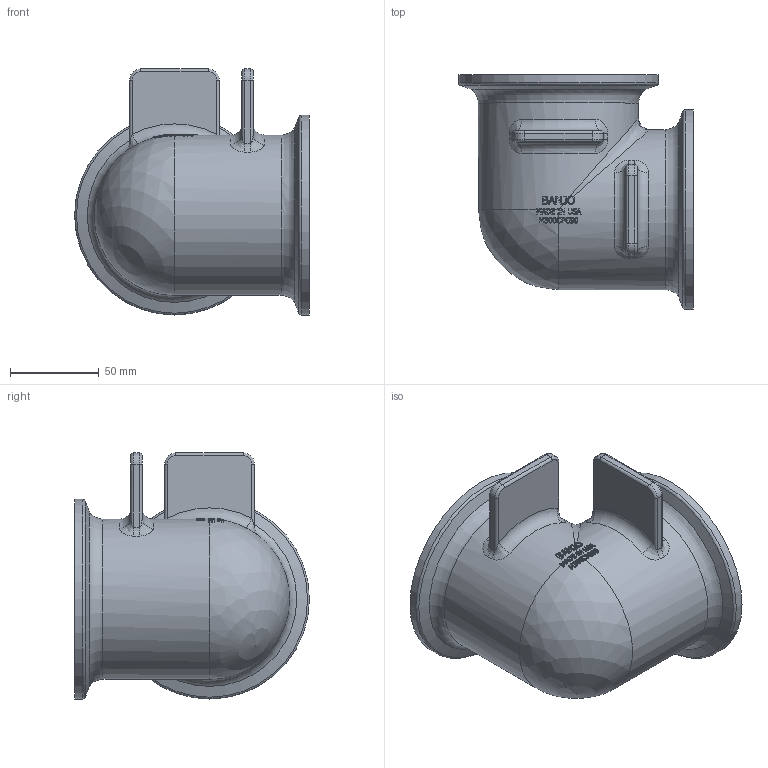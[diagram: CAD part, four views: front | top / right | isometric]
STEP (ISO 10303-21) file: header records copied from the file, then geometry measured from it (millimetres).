
FILE_DESCRIPTION((''),'2;1');
FILE_NAME('M300CPG90.stp','2012-09-21T07:34:02',('areid'),(''),'Autodesk Inventor 2012','Autodesk Inventor 2012','');
FILE_SCHEMA(('AUTOMOTIVE_DESIGN { 1 0 10303 214 1 1 1 1 }'));
Length unit declared in the file: inch
Products named in the file (1): M300CPG90
Bounding box: 132.59 x 132.59 x 138.94 mm (x, y, z)
Volume: 345796.7 mm3; surface area: 101250.6 mm2
Topology: 1 solids, 1 shells, 472 faces, 1308 edges, 858 vertices
Faces by surface type: bspline 186, plane 179, cylinder 69, sphere 20, torus 16, cone 2
Full cylindrical faces by diameter (mm): 76.2 x2, 90.424 x2, 94.742 x2, 112.776 x2
Entity records: 18560 total; most frequent: CARTESIAN_POINT 7690, ORIENTED_EDGE 2528, DIRECTION 1820, EDGE_CURVE 1264, VERTEX_POINT 837, AXIS2_PLACEMENT_3D 667, EDGE_LOOP 515, VECTOR 486
